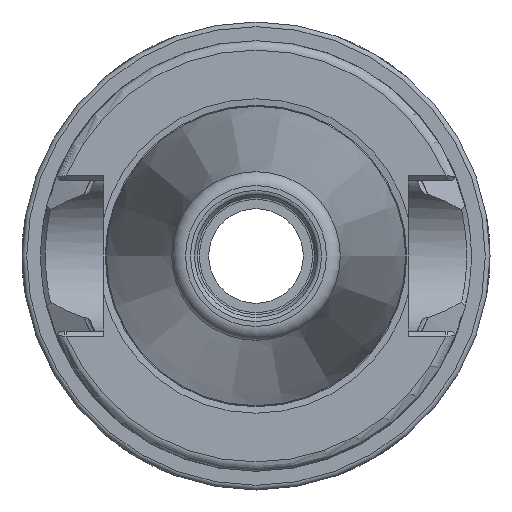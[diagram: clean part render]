
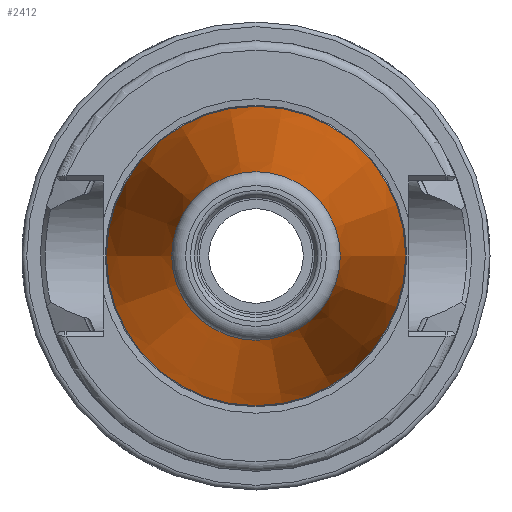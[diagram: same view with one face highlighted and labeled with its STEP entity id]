
A CAD part, left-side view. The second image highlights one B-rep face of the part: STEP entity #2412.
In plain terms, the highlighted conical face has half-angle 8.297 degrees and reference radius 12.502 mm.
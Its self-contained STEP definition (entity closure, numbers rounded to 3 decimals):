
#62=CONICAL_SURFACE('',#2619,12.502,0.145);
#266=FACE_OUTER_BOUND('',#398,.T.);
#398=EDGE_LOOP('',(#1895,#1896,#1897,#1898,#1899,#1900,#1901));
#540=LINE('',#4574,#664);
#664=VECTOR('',#3097,12.502);
#793=CIRCLE('',#2615,9.004);
#794=CIRCLE('',#2616,9.004);
#795=CIRCLE('',#2617,9.004);
#797=CIRCLE('',#2620,15.999);
#798=CIRCLE('',#2621,15.999);
#1033=VERTEX_POINT('',#4562);
#1034=VERTEX_POINT('',#4563);
#1035=VERTEX_POINT('',#4565);
#1036=VERTEX_POINT('',#4570);
#1037=VERTEX_POINT('',#4571);
#1356=EDGE_CURVE('',#1033,#1034,#793,.T.);
#1357=EDGE_CURVE('',#1035,#1033,#794,.T.);
#1358=EDGE_CURVE('',#1034,#1035,#795,.T.);
#1360=EDGE_CURVE('',#1036,#1037,#797,.T.);
#1361=EDGE_CURVE('',#1037,#1036,#798,.T.);
#1362=EDGE_CURVE('',#1037,#1035,#540,.T.);
#1895=ORIENTED_EDGE('',*,*,#1360,.F.);
#1896=ORIENTED_EDGE('',*,*,#1361,.F.);
#1897=ORIENTED_EDGE('',*,*,#1362,.T.);
#1898=ORIENTED_EDGE('',*,*,#1357,.T.);
#1899=ORIENTED_EDGE('',*,*,#1356,.T.);
#1900=ORIENTED_EDGE('',*,*,#1358,.T.);
#1901=ORIENTED_EDGE('',*,*,#1362,.F.);
#2412=ADVANCED_FACE('',(#266),#62,.T.);
#2615=AXIS2_PLACEMENT_3D('',#4564,#3083,#3084);
#2616=AXIS2_PLACEMENT_3D('',#4566,#3085,#3086);
#2617=AXIS2_PLACEMENT_3D('',#4567,#3087,#3088);
#2619=AXIS2_PLACEMENT_3D('',#4569,#3091,#3092);
#2620=AXIS2_PLACEMENT_3D('',#4572,#3093,#3094);
#2621=AXIS2_PLACEMENT_3D('',#4573,#3095,#3096);
#3083=DIRECTION('center_axis',(1.,0.,0.));
#3084=DIRECTION('ref_axis',(0.,0.,-1.));
#3085=DIRECTION('center_axis',(1.,0.,0.));
#3086=DIRECTION('ref_axis',(0.,0.,-1.));
#3087=DIRECTION('center_axis',(1.,0.,0.));
#3088=DIRECTION('ref_axis',(0.,0.,-1.));
#3091=DIRECTION('center_axis',(1.,0.,0.));
#3092=DIRECTION('ref_axis',(0.,1.,0.));
#3093=DIRECTION('center_axis',(1.,0.,0.));
#3094=DIRECTION('ref_axis',(0.,0.,-1.));
#3095=DIRECTION('center_axis',(1.,0.,0.));
#3096=DIRECTION('ref_axis',(0.,0.,-1.));
#3097=DIRECTION('',(-0.99,0.144,0.));
#4562=CARTESIAN_POINT('',(-47.116,9.004,0.));
#4563=CARTESIAN_POINT('',(-47.116,0.,9.004));
#4564=CARTESIAN_POINT('Origin',(-47.116,0.,
0.));
#4565=CARTESIAN_POINT('',(-47.116,-9.004,0.));
#4566=CARTESIAN_POINT('Origin',(-47.116,0.,
0.));
#4567=CARTESIAN_POINT('Origin',(-47.116,0.,
0.));
#4569=CARTESIAN_POINT('Origin',(-23.132,0.,
0.));
#4570=CARTESIAN_POINT('',(0.852,15.999,0.));
#4571=CARTESIAN_POINT('',(0.852,-15.999,0.));
#4572=CARTESIAN_POINT('Origin',(0.852,0.,
0.));
#4573=CARTESIAN_POINT('Origin',(0.852,0.,
0.));
#4574=CARTESIAN_POINT('',(-23.132,-12.502,0.));
